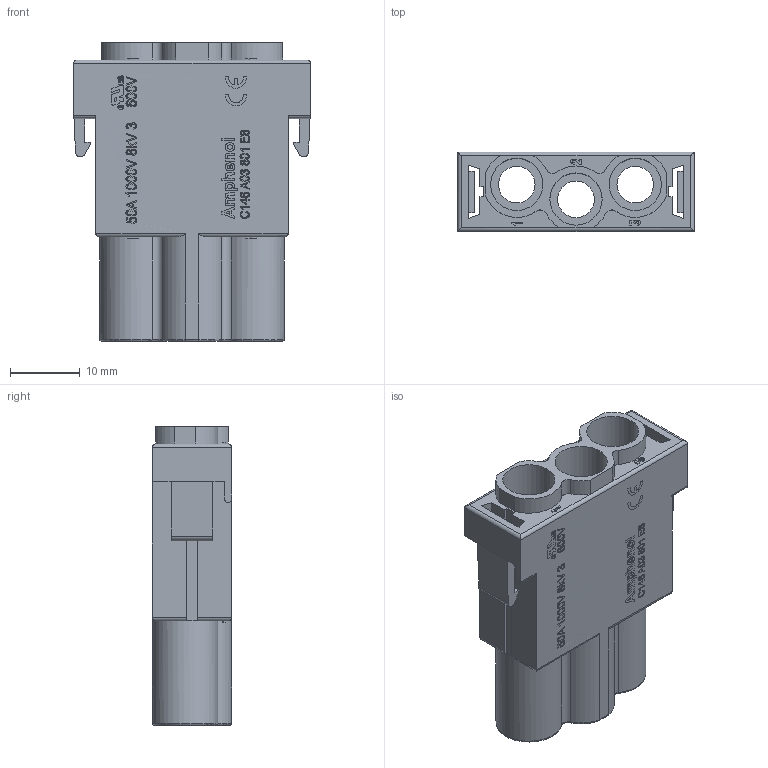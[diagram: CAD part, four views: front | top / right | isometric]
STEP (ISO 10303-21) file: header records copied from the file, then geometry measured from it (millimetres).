
FILE_DESCRIPTION(/* description */ (''),/* implementation_level */ '2;1');
FILE_NAME(/* name */ 'c146 a03 801 e8nxc001-02.stp',/* time_stamp */ '2021-04-08T10:55:15+02:00',/* author */ (''),/* organization */ (''),/* preprocessor_version */ 'ST-DEVELOPER v16.7',/* originating_system */ 'SIEMENS PLM Software NX 12.0',/* authorisation */ '');
FILE_SCHEMA (('AUTOMOTIVE_DESIGN { 1 0 10303 214 3 1 1 1 }'));
Length unit declared in the file: millimetre
Products named in the file (6): c146 a03 800 e8nxm001-04_37478ID; cULus-Logo_1.7-01_37481ID; CE-ZEICHEN_3-01_37480ID; cULus-Logo_1.7-01_33884ID; c146 a03 801 e8nxm001-07_SOLID; c146 a03 801 e8nxc001-02
Assembly tree (5 placements, depth 3):
  c146 a03 801 e8nxc001-02
    c146 a03 801 e8nxm001-07_SOLID
      CE-ZEICHEN_3-01_37480ID
      cULus-Logo_1.7-01_37481ID
      c146 a03 800 e8nxm001-04_37478ID
    cULus-Logo_1.7-01_33884ID
Bounding box: 34 x 11.4 x 42.9 mm (x, y, z)
Volume: 6665.7 mm3; surface area: 7295.2 mm2
Topology: 1 solids, 1 shells, 273 faces, 858 edges, 666 vertices
Faces by surface type: plane 181, cylinder 56, extrusion 22, bspline 14
Full cylindrical faces by diameter (mm): 5.25 x3, 6 x3, 7.5 x6
Entity records: 12495 total; most frequent: CARTESIAN_POINT 3777, ORIENTED_EDGE 1674, DIRECTION 1115, EDGE_CURVE 837, VERTEX_POINT 660, VECTOR 377, EDGE_LOOP 377, AXIS2_PLACEMENT_3D 369
